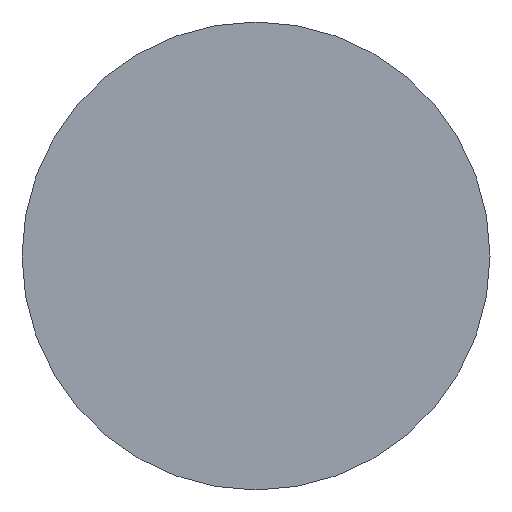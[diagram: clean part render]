
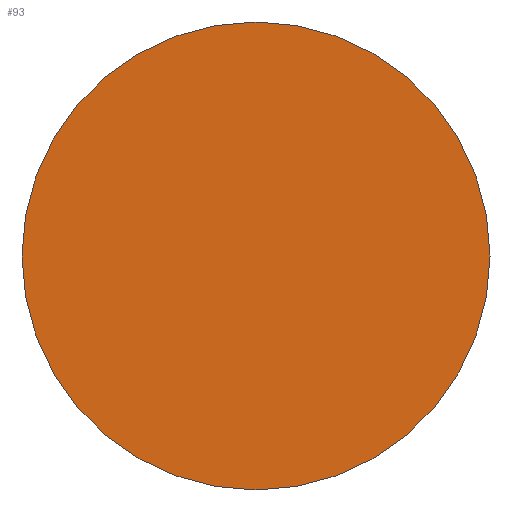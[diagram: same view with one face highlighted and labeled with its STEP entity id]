
A CAD part, front view. The second image highlights one B-rep face of the part: STEP entity #93.
In plain terms, the highlighted planar face has unit normal (0, -1, 0).
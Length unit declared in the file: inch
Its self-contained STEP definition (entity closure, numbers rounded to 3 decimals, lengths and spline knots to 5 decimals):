
#34 = CIRCLE ( 'NONE', #133, 0.1875 ) ;
#57 = AXIS2_PLACEMENT_3D ( 'NONE', #173, #60, #206 ) ;
#60 = DIRECTION ( 'NONE',  ( 0., -1., 0. ) ) ;
#66 = CARTESIAN_POINT ( 'NONE',  ( 0., 0., 0.1875 ) ) ;
#80 = EDGE_CURVE ( 'NONE', #412, #444, #34, .T. ) ;
#88 = EDGE_CURVE ( 'NONE', #444, #412, #396, .T. ) ;
#93 = ADVANCED_FACE ( 'NONE', ( #254 ), #451, .T. ) ;
#101 = CARTESIAN_POINT ( 'NONE',  ( 0., 0., 0. ) ) ;
#109 = CARTESIAN_POINT ( 'NONE',  ( 0., 0., 0. ) ) ;
#124 = ORIENTED_EDGE ( 'NONE', *, *, #80, .T. ) ;
#133 = AXIS2_PLACEMENT_3D ( 'NONE', #101, #461, #242 ) ;
#170 = AXIS2_PLACEMENT_3D ( 'NONE', #109, #350, #203 ) ;
#173 = CARTESIAN_POINT ( 'NONE',  ( 0., 0., 0. ) ) ;
#174 = EDGE_LOOP ( 'NONE', ( #243, #124 ) ) ;
#203 = DIRECTION ( 'NONE',  ( 0., 0., -1. ) ) ;
#206 = DIRECTION ( 'NONE',  ( 0., 0., -1. ) ) ;
#242 = DIRECTION ( 'NONE',  ( 0., 0., -1. ) ) ;
#243 = ORIENTED_EDGE ( 'NONE', *, *, #88, .T. ) ;
#254 = FACE_OUTER_BOUND ( 'NONE', #174, .T. ) ;
#344 = CARTESIAN_POINT ( 'NONE',  ( 0., 0., -0.1875 ) ) ;
#350 = DIRECTION ( 'NONE',  ( 0., -1., 0. ) ) ;
#396 = CIRCLE ( 'NONE', #170, 0.1875 ) ;
#412 = VERTEX_POINT ( 'NONE', #66 ) ;
#444 = VERTEX_POINT ( 'NONE', #344 ) ;
#451 = PLANE ( 'NONE',  #57 ) ;
#461 = DIRECTION ( 'NONE',  ( 0., -1., 0. ) ) ;
